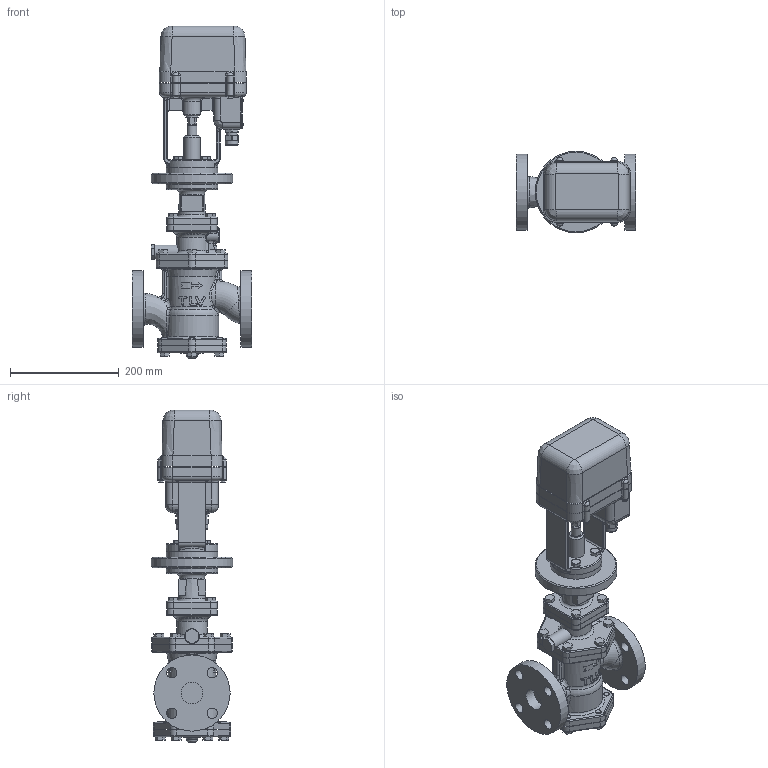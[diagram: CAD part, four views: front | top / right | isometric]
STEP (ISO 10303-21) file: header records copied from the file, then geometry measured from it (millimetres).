
FILE_DESCRIPTION(/* description */ (''),/* implementation_level */ '2;1');
FILE_NAME(/* name */ 'ccr16-040-jis10-00.stp',/* time_stamp */ '2018-01-23T14:22:52+09:00',/* author */ ('nakaot'),/* organization */ (''),/* preprocessor_version */ 'ST-DEVELOPER v15.6',/* originating_system */ 'Autodesk Inventor 2015',/* authorisation */ '');
FILE_SCHEMA (('CONFIG_CONTROL_DESIGN'));
Products named in the file (1): ccr16-040-jis10-00
Bounding box: 220 x 150 x 610 mm (x, y, z)
Volume: 6086610.8 mm3; surface area: 582730.4 mm2
Topology: 1 solids, 3 shells, 1352 faces, 3247 edges, 1971 vertices
Faces by surface type: plane 576, cylinder 380, bspline 197, torus 102, cone 76, sphere 21
Full cylindrical faces by diameter (mm): 2.459 x4, 4 x4, 4.6 x4, 5.3 x4, 6 x8, 7 x4, 10 x40, 12 x24, 18 x1, 18.631 x2, 19 x8, 20 x2, 23 x1, 24 x2, 27 x1, 28 x1, 30 x1, 32 x1, 40 x2, 50 x2, 70 x1, 90 x1, 95 x3, 140 x2, 150 x1
Entity records: 53164 total; most frequent: CARTESIAN_POINT 23913, ORIENTED_EDGE 6000, DIRECTION 5796, EDGE_CURVE 3000, AXIS2_PLACEMENT_3D 2235, VERTEX_POINT 1914, EDGE_LOOP 1686, FACE_OUTER_BOUND 1352
